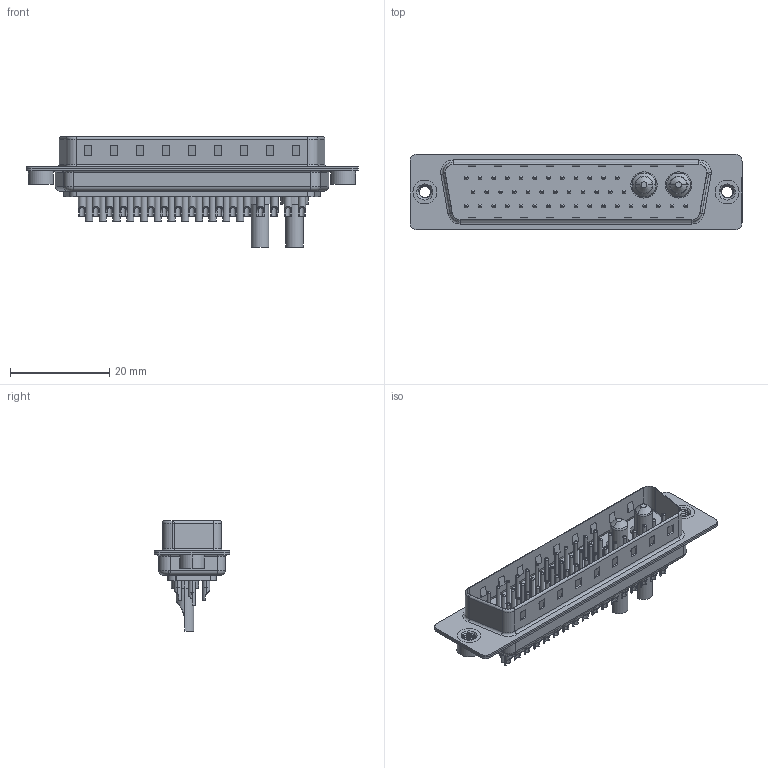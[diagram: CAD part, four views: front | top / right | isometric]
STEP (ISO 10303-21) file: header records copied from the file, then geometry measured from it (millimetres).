
FILE_DESCRIPTION (( 'STEP AP203' ), '1' );
FILE_NAME ('627-43W2222-2TA.STEP', '2019-06-19T21:17:13', ( '' ), ( '' ), 'SwSTEP 2.0', 'SolidWorks 2016', '' );
FILE_SCHEMA (( 'CONFIG_CONTROL_DESIGN' ));
Length unit declared in the file: millimetre
Products named in the file (9): 627Combo Contact Row 2_22L; 627Combo Contact Row 3_22; 627-43W2222-2TA; 627Combo Housing_43W2; 627Combo Shell Rear_50 Contacts; 627Combo Shell Front_50 Contacts; 627Combo Threaded Rivet_A; Power Pin_20A SC; 627Combo Contact Row 1_22
Assembly tree (48 placements, depth 2):
  627-43W2222-2TA
    627Combo Housing_43W2
    627Combo Shell Rear_50 Contacts
    627Combo Shell Front_50 Contacts
    627Combo Threaded Rivet_A  x2
    Power Pin_20A SC  x2
    627Combo Contact Row 1_22  x12
    627Combo Contact Row 2_22L  x12
    627Combo Contact Row 3_22  x17
Bounding box: 67 x 15.3 x 22.3 mm (x, y, z)
Volume: 4775.7 mm3; surface area: 11281.6 mm2
Topology: 50 solids, 50 shells, 2019 faces, 4699 edges, 2875 vertices
Faces by surface type: cylinder 843, plane 598, torus 464, cone 104, bspline 10
Entity records: 29000 total; most frequent: CARTESIAN_POINT 6293, DIRECTION 4655, ORIENTED_EDGE 4026, EDGE_CURVE 2013, AXIS2_PLACEMENT_3D 1837, VERTEX_POINT 1290, EDGE_LOOP 1083, VECTOR 981
